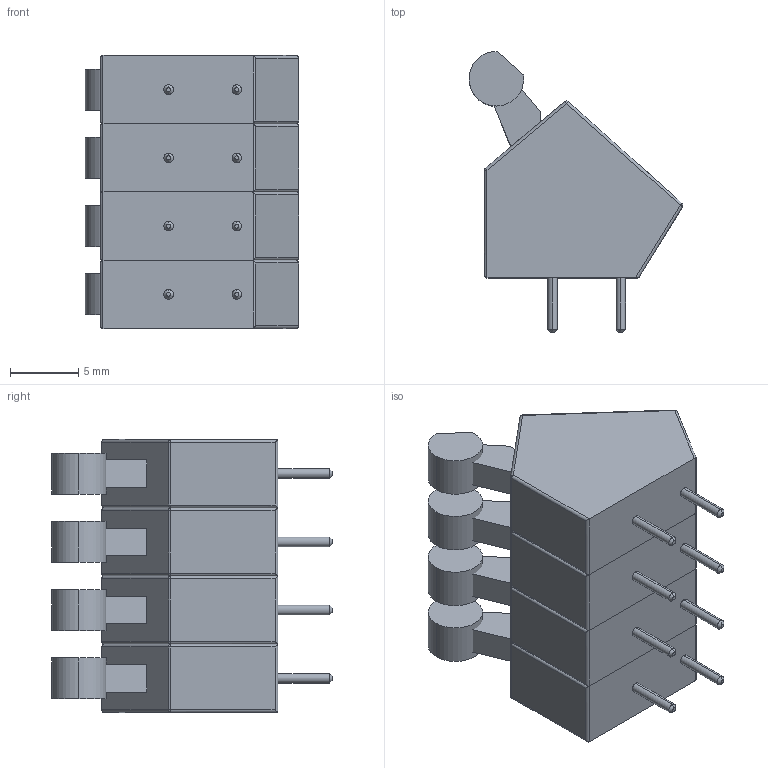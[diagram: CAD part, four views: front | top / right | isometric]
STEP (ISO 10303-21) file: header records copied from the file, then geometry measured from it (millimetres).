
FILE_DESCRIPTION (( 'STEP AP214' ), '1' );
FILE_NAME ('ostht040080.STEP', '2019-10-01T15:18:58', ( '' ), ( '' ), 'SwSTEP 2.0', 'SolidWorks 2019', '' );
FILE_SCHEMA (( 'AUTOMOTIVE_DESIGN' ));
Length unit declared in the file: millimetre
Products named in the file (2): ostht040080; OSTHTxx0080
Assembly tree (4 placements, depth 2):
  ostht040080
    OSTHTxx0080  x4
Bounding box: 15.66 x 20.56 x 20 mm (x, y, z)
Volume: 2781.2 mm3; surface area: 2600.3 mm2
Topology: 20 solids, 20 shells, 336 faces, 724 edges, 424 vertices
Faces by surface type: cylinder 160, plane 120, sphere 32, cone 16, torus 8
Entity records: 2321 total; most frequent: CARTESIAN_POINT 450, DIRECTION 383, ORIENTED_EDGE 354, EDGE_CURVE 177, AXIS2_PLACEMENT_3D 141, VERTEX_POINT 104, VECTOR 101, LINE 101
